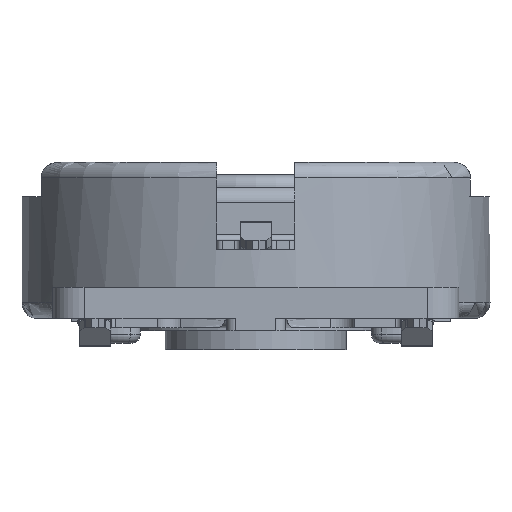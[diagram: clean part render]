
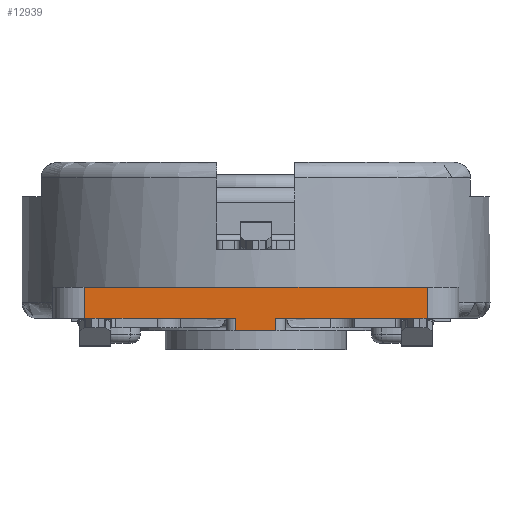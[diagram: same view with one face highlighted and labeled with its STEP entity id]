
A CAD part, front view. The second image highlights one B-rep face of the part: STEP entity #12939.
In plain terms, the highlighted planar face has unit normal (0, -1, 0).
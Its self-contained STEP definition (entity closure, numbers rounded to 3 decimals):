
#192 = LINE ( 'NONE', #13680, #10157 ) ;
#295 = CARTESIAN_POINT ( 'NONE',  ( -5.5, -7.5, 3.9 ) ) ;
#472 = DIRECTION ( 'NONE',  ( 0., 1., 0. ) ) ;
#527 = FACE_OUTER_BOUND ( 'NONE', #3853, .T. ) ;
#878 = ORIENTED_EDGE ( 'NONE', *, *, #5648, .F. ) ;
#1507 = ORIENTED_EDGE ( 'NONE', *, *, #6050, .T. ) ;
#2246 = DIRECTION ( 'NONE',  ( 1., 0., 0. ) ) ;
#2364 = DIRECTION ( 'NONE',  ( 1., 0., 0. ) ) ;
#2528 = LINE ( 'NONE', #295, #15426 ) ;
#2733 = CARTESIAN_POINT ( 'NONE',  ( -0.642, -7.5, -0.4 ) ) ;
#2933 = CARTESIAN_POINT ( 'NONE',  ( -5.5, -7.5, 3.9 ) ) ;
#3137 = CARTESIAN_POINT ( 'NONE',  ( -5.5, -7.5, 0. ) ) ;
#3693 = EDGE_CURVE ( 'NONE', #8235, #7153, #192, .T. ) ;
#3853 = EDGE_LOOP ( 'NONE', ( #8539, #11661, #12875, #1507, #8621, #878, #13649, #10364, #6460 ) ) ;
#3882 = VECTOR ( 'NONE', #11478, 1000. ) ;
#4094 = EDGE_CURVE ( 'NONE', #15793, #4297, #12107, .T. ) ;
#4181 = DIRECTION ( 'NONE',  ( 0., 0., 1. ) ) ;
#4297 = VERTEX_POINT ( 'NONE', #4732 ) ;
#4669 = EDGE_CURVE ( 'NONE', #11940, #14435, #8979, .T. ) ;
#4732 = CARTESIAN_POINT ( 'NONE',  ( -0.642, -7.5, 0. ) ) ;
#4805 = DIRECTION ( 'NONE',  ( 1., 0., 0. ) ) ;
#5174 = EDGE_CURVE ( 'NONE', #8759, #11940, #12685, .T. ) ;
#5648 = EDGE_CURVE ( 'NONE', #8235, #15793, #13456, .T. ) ;
#5664 = VECTOR ( 'NONE', #11909, 1000. ) ;
#5889 = CARTESIAN_POINT ( 'NONE',  ( -5.5, -7.5, 1. ) ) ;
#6050 = EDGE_CURVE ( 'NONE', #16173, #4297, #15009, .T. ) ;
#6077 = VECTOR ( 'NONE', #2364, 1000. ) ;
#6179 = DIRECTION ( 'NONE',  ( 0., 0., 1. ) ) ;
#6340 = LINE ( 'NONE', #5889, #8479 ) ;
#6460 = ORIENTED_EDGE ( 'NONE', *, *, #4669, .F. ) ;
#6567 = CARTESIAN_POINT ( 'NONE',  ( 5.5, -7.5, 0. ) ) ;
#7153 = VERTEX_POINT ( 'NONE', #11924 ) ;
#8015 = VERTEX_POINT ( 'NONE', #14862 ) ;
#8235 = VERTEX_POINT ( 'NONE', #9067 ) ;
#8388 = DIRECTION ( 'NONE',  ( 1., 0., 0. ) ) ;
#8403 = EDGE_CURVE ( 'NONE', #8015, #8759, #6340, .T. ) ;
#8479 = VECTOR ( 'NONE', #8388, 1000. ) ;
#8539 = ORIENTED_EDGE ( 'NONE', *, *, #5174, .F. ) ;
#8621 = ORIENTED_EDGE ( 'NONE', *, *, #4094, .F. ) ;
#8759 = VERTEX_POINT ( 'NONE', #9538 ) ;
#8979 = LINE ( 'NONE', #15571, #5664 ) ;
#9067 = CARTESIAN_POINT ( 'NONE',  ( 0.642, -7.5, -0.4 ) ) ;
#9213 = DIRECTION ( 'NONE',  ( 0., 0., 1. ) ) ;
#9538 = CARTESIAN_POINT ( 'NONE',  ( 0., -7.5, 1. ) ) ;
#9845 = CARTESIAN_POINT ( 'NONE',  ( -5.5, -7.5, 0. ) ) ;
#10157 = VECTOR ( 'NONE', #6179, 1000. ) ;
#10364 = ORIENTED_EDGE ( 'NONE', *, *, #10744, .T. ) ;
#10392 = CARTESIAN_POINT ( 'NONE',  ( -0.642, -7.5, -0.4 ) ) ;
#10744 = EDGE_CURVE ( 'NONE', #7153, #14435, #15656, .T. ) ;
#11478 = DIRECTION ( 'NONE',  ( -1., 0., 0. ) ) ;
#11661 = ORIENTED_EDGE ( 'NONE', *, *, #8403, .F. ) ;
#11675 = EDGE_CURVE ( 'NONE', #8015, #16173, #2528, .T. ) ;
#11686 = VECTOR ( 'NONE', #4805, 1000. ) ;
#11716 = VECTOR ( 'NONE', #4181, 1000. ) ;
#11892 = CARTESIAN_POINT ( 'NONE',  ( -0.642, -7.5, -0.4 ) ) ;
#11909 = DIRECTION ( 'NONE',  ( 0., 0., -1. ) ) ;
#11924 = CARTESIAN_POINT ( 'NONE',  ( 0.642, -7.5, 0. ) ) ;
#11940 = VERTEX_POINT ( 'NONE', #14868 ) ;
#12107 = LINE ( 'NONE', #10392, #11716 ) ;
#12264 = CARTESIAN_POINT ( 'NONE',  ( -5.5, -7.5, 0. ) ) ;
#12685 = LINE ( 'NONE', #15963, #15609 ) ;
#12797 = DIRECTION ( 'NONE',  ( 0., 0., -1. ) ) ;
#12875 = ORIENTED_EDGE ( 'NONE', *, *, #11675, .T. ) ;
#12939 = ADVANCED_FACE ( 'NONE', ( #527 ), #15445, .F. ) ;
#13456 = LINE ( 'NONE', #2733, #3882 ) ;
#13649 = ORIENTED_EDGE ( 'NONE', *, *, #3693, .T. ) ;
#13680 = CARTESIAN_POINT ( 'NONE',  ( 0.642, -7.5, -0.4 ) ) ;
#14435 = VERTEX_POINT ( 'NONE', #6567 ) ;
#14862 = CARTESIAN_POINT ( 'NONE',  ( -5.5, -7.5, 1. ) ) ;
#14868 = CARTESIAN_POINT ( 'NONE',  ( 5.5, -7.5, 1. ) ) ;
#15009 = LINE ( 'NONE', #12264, #11686 ) ;
#15426 = VECTOR ( 'NONE', #12797, 1000. ) ;
#15445 = PLANE ( 'NONE',  #16033 ) ;
#15571 = CARTESIAN_POINT ( 'NONE',  ( 5.5, -7.5, 3.9 ) ) ;
#15609 = VECTOR ( 'NONE', #2246, 1000. ) ;
#15656 = LINE ( 'NONE', #9845, #6077 ) ;
#15793 = VERTEX_POINT ( 'NONE', #11892 ) ;
#15963 = CARTESIAN_POINT ( 'NONE',  ( 0., -7.5, 1. ) ) ;
#16033 = AXIS2_PLACEMENT_3D ( 'NONE', #2933, #472, #9213 ) ;
#16173 = VERTEX_POINT ( 'NONE', #3137 ) ;
